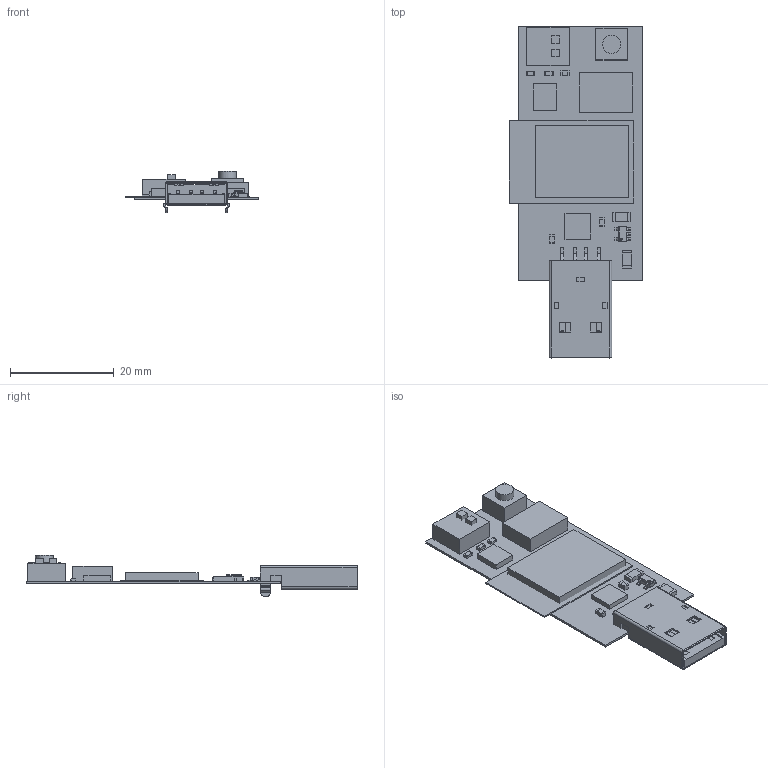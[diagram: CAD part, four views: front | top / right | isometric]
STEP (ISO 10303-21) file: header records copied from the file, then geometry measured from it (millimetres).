
FILE_DESCRIPTION(('Open CASCADE Model'),'2;1');
FILE_NAME('Open CASCADE Shape Model','2015-10-13T12:39:22',('Author'),( 'Open CASCADE'),'Open CASCADE STEP processor 6.5','Open CASCADE 6.5' ,'Unknown');
FILE_SCHEMA(('AUTOMOTIVE_DESIGN { 1 0 10303 214 1 1 1 1 }'));
Length unit declared in the file: millimetre
Products named in the file (59): PCB; Board; C2; 1241570816; Extruded; 1241571072; C5; 1241571584; 1241571712; C6; 1241571968; 1241572224; C4; D1; 1241573632; R1; 1241571328; 1241571456; R2; R3; 1241572352; 1241572608; S1; 1241573248; 1241573504; U3; SOT23-5; S2; 1199204368; Cylinder; 1241573120; U4; 1241567744; P1; 480371000; SOLID; COMPOUND; U1; 1241567872; U2 ...
Assembly tree (70 placements, depth 4):
  PCB
    Board
    C2
      1241570816  x2
        Extruded
      1241571072
        Extruded
    C5
      1241571584  x2
        Extruded
      1241571712
        Extruded
    C6
      1241571968  x2
        Extruded
      1241572224
        Extruded
    C4
      1241570816  x2
        Extruded
      1241571072
        Extruded
    D1
      1241573632
        Extruded
    R1
      1241571328
        Extruded
      1241571456  x2
        Extruded
    R2
      1241571328
        Extruded
      1241571456  x2
        Extruded
    R3
      1241572352
        Extruded
      1241572608  x2
        Extruded
    S1
      1241573248  x2
        Extruded
      1241573504
        Extruded
    U3
      SOT23-5
    S2
      1199204368
        Cylinder
      1241573120
        Extruded
    U4
      1241567744
        Extruded
    P1
      480371000
        SOLID
        COMPOUND
    U1
Bounding box: 25.76 x 64 x 7.98 mm (x, y, z)
Volume: 2402.6 mm3; surface area: 6700.3 mm2
Topology: 34 solids, 34 shells, 616 faces, 1601 edges, 1079 vertices
Faces by surface type: plane 485, cylinder 105, sphere 10, bspline 8, cone 8
Full cylindrical faces by diameter (mm): 3.5 x1
Entity records: 42837 total; most frequent: CARTESIAN_POINT 13326, DIRECTION 5043, LINE 3303, VECTOR 3303, ORIENTED_EDGE 2846, PCURVE 2846, DEFINITIONAL_REPRESENTATION 2846, EDGE_CURVE 1423
